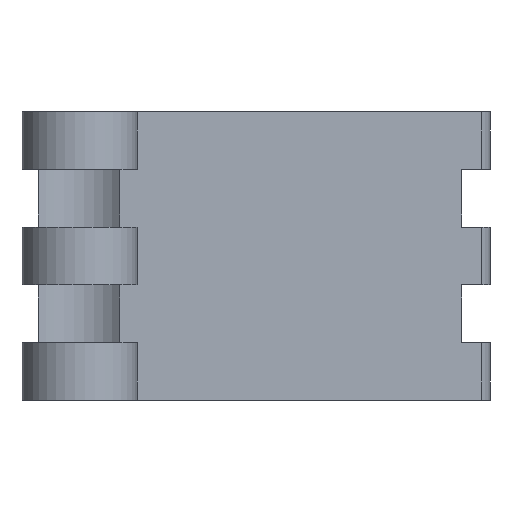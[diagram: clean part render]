
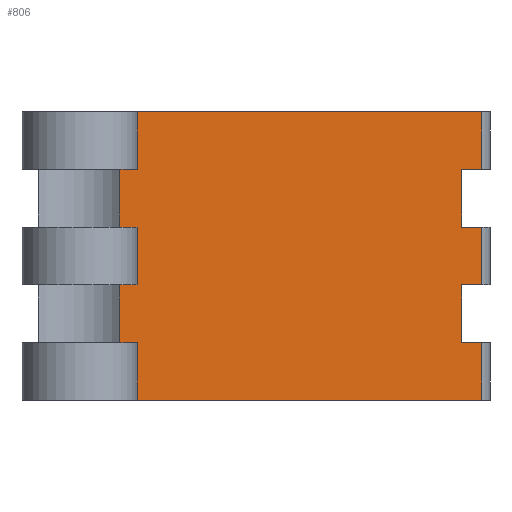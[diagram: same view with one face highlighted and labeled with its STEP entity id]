
A CAD part, front view. The second image highlights one B-rep face of the part: STEP entity #806.
In plain terms, the highlighted planar face has unit normal (0.717, -0.697, 0).
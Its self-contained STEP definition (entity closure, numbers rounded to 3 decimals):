
#36=PLANE('',#886);
#70=FACE_OUTER_BOUND('',#122,.T.);
#122=EDGE_LOOP('',(#597,#598,#599,#600,#601,#602,#603,#604,#605,#606,#607,
#608,#609,#610,#611,#612));
#164=LINE('',#1202,#245);
#165=LINE('',#1212,#246);
#170=LINE('',#1233,#251);
#174=LINE('',#1246,#255);
#177=LINE('',#1251,#258);
#182=LINE('',#1262,#263);
#186=LINE('',#1275,#267);
#189=LINE('',#1280,#270);
#191=LINE('',#1283,#272);
#192=LINE('',#1285,#273);
#193=LINE('',#1287,#274);
#194=LINE('',#1288,#275);
#195=LINE('',#1289,#276);
#196=LINE('',#1291,#277);
#197=LINE('',#1293,#278);
#198=LINE('',#1294,#279);
#245=VECTOR('',#953,10.);
#246=VECTOR('',#964,10.);
#251=VECTOR('',#985,10.);
#255=VECTOR('',#995,10.);
#258=VECTOR('',#1000,10.);
#263=VECTOR('',#1007,10.);
#267=VECTOR('',#1017,10.);
#270=VECTOR('',#1022,10.);
#272=VECTOR('',#1026,10.);
#273=VECTOR('',#1027,10.);
#274=VECTOR('',#1028,10.);
#275=VECTOR('',#1029,10.);
#276=VECTOR('',#1030,10.);
#277=VECTOR('',#1031,10.);
#278=VECTOR('',#1032,10.);
#279=VECTOR('',#1033,10.);
#360=VERTEX_POINT('',#1196);
#362=VERTEX_POINT('',#1200);
#364=VERTEX_POINT('',#1208);
#366=VERTEX_POINT('',#1211);
#373=VERTEX_POINT('',#1230);
#374=VERTEX_POINT('',#1232);
#379=VERTEX_POINT('',#1243);
#380=VERTEX_POINT('',#1245);
#385=VERTEX_POINT('',#1259);
#386=VERTEX_POINT('',#1261);
#391=VERTEX_POINT('',#1272);
#392=VERTEX_POINT('',#1274);
#394=VERTEX_POINT('',#1284);
#395=VERTEX_POINT('',#1286);
#396=VERTEX_POINT('',#1290);
#397=VERTEX_POINT('',#1292);
#436=EDGE_CURVE('',#360,#362,#164,.T.);
#440=EDGE_CURVE('',#366,#364,#165,.T.);
#450=EDGE_CURVE('',#374,#373,#170,.T.);
#456=EDGE_CURVE('',#380,#379,#174,.T.);
#459=EDGE_CURVE('',#373,#380,#177,.T.);
#464=EDGE_CURVE('',#386,#385,#182,.T.);
#470=EDGE_CURVE('',#392,#391,#186,.T.);
#473=EDGE_CURVE('',#385,#392,#189,.T.);
#475=EDGE_CURVE('',#379,#386,#191,.T.);
#476=EDGE_CURVE('',#391,#394,#192,.T.);
#477=EDGE_CURVE('',#395,#394,#193,.T.);
#478=EDGE_CURVE('',#360,#395,#194,.T.);
#479=EDGE_CURVE('',#366,#362,#195,.T.);
#480=EDGE_CURVE('',#396,#364,#196,.T.);
#481=EDGE_CURVE('',#397,#396,#197,.T.);
#482=EDGE_CURVE('',#397,#374,#198,.T.);
#597=ORIENTED_EDGE('',*,*,#450,.T.);
#598=ORIENTED_EDGE('',*,*,#459,.T.);
#599=ORIENTED_EDGE('',*,*,#456,.T.);
#600=ORIENTED_EDGE('',*,*,#475,.T.);
#601=ORIENTED_EDGE('',*,*,#464,.T.);
#602=ORIENTED_EDGE('',*,*,#473,.T.);
#603=ORIENTED_EDGE('',*,*,#470,.T.);
#604=ORIENTED_EDGE('',*,*,#476,.T.);
#605=ORIENTED_EDGE('',*,*,#477,.F.);
#606=ORIENTED_EDGE('',*,*,#478,.F.);
#607=ORIENTED_EDGE('',*,*,#436,.T.);
#608=ORIENTED_EDGE('',*,*,#479,.F.);
#609=ORIENTED_EDGE('',*,*,#440,.T.);
#610=ORIENTED_EDGE('',*,*,#480,.F.);
#611=ORIENTED_EDGE('',*,*,#481,.F.);
#612=ORIENTED_EDGE('',*,*,#482,.T.);
#806=ADVANCED_FACE('',(#70),#36,.T.);
#886=AXIS2_PLACEMENT_3D('',#1282,#1024,#1025);
#953=DIRECTION('',(0.,0.,-1.));
#964=DIRECTION('',(0.,0.,-1.));
#985=DIRECTION('',(-0.697,-0.717,0.));
#995=DIRECTION('',(0.697,0.717,0.));
#1000=DIRECTION('',(0.,0.,1.));
#1007=DIRECTION('',(-0.697,-0.717,0.));
#1017=DIRECTION('',(0.697,0.717,0.));
#1022=DIRECTION('',(0.,0.,1.));
#1024=DIRECTION('center_axis',(0.717,-0.697,0.));
#1025=DIRECTION('ref_axis',(0.697,0.717,0.));
#1026=DIRECTION('',(0.,0.,1.));
#1027=DIRECTION('',(0.,0.,1.));
#1028=DIRECTION('',(0.697,0.717,0.));
#1029=DIRECTION('',(0.,0.,1.));
#1030=DIRECTION('',(0.,0.,1.));
#1031=DIRECTION('',(0.,0.,1.));
#1032=DIRECTION('',(-0.697,-0.717,0.));
#1033=DIRECTION('',(0.,0.,1.));
#1196=CARTESIAN_POINT('',(-27.802,-35.736,20.));
#1200=CARTESIAN_POINT('',(-27.802,-35.736,15.));
#1202=CARTESIAN_POINT('',(-27.802,-35.736,10.));
#1208=CARTESIAN_POINT('',(-27.802,-35.736,5.));
#1211=CARTESIAN_POINT('',(-27.802,-35.736,10.));
#1212=CARTESIAN_POINT('',(-27.802,-35.736,5.));
#1230=CARTESIAN_POINT('',(1.84,-5.279,5.));
#1232=CARTESIAN_POINT('',(3.583,-3.487,5.));
#1233=CARTESIAN_POINT('',(-11.237,-18.716,5.));
#1243=CARTESIAN_POINT('',(3.583,-3.487,10.));
#1245=CARTESIAN_POINT('',(1.84,-5.279,10.));
#1246=CARTESIAN_POINT('',(-12.981,-20.507,10.));
#1251=CARTESIAN_POINT('',(1.84,-5.279,2.5));
#1259=CARTESIAN_POINT('',(1.84,-5.279,15.));
#1261=CARTESIAN_POINT('',(3.583,-3.487,15.));
#1262=CARTESIAN_POINT('',(-11.237,-18.716,15.));
#1272=CARTESIAN_POINT('',(3.583,-3.487,20.));
#1274=CARTESIAN_POINT('',(1.84,-5.279,20.));
#1275=CARTESIAN_POINT('',(-12.981,-20.507,20.));
#1280=CARTESIAN_POINT('',(1.84,-5.279,7.5));
#1282=CARTESIAN_POINT('Origin',(-27.802,-35.736,0.));
#1283=CARTESIAN_POINT('',(3.583,-3.487,0.));
#1284=CARTESIAN_POINT('',(3.583,-3.487,25.));
#1285=CARTESIAN_POINT('',(3.583,-3.487,0.));
#1286=CARTESIAN_POINT('',(-27.802,-35.736,25.));
#1287=CARTESIAN_POINT('',(3.583,-3.487,25.));
#1288=CARTESIAN_POINT('',(-27.802,-35.736,0.));
#1289=CARTESIAN_POINT('',(-27.802,-35.736,0.));
#1290=CARTESIAN_POINT('',(-27.802,-35.736,0.));
#1291=CARTESIAN_POINT('',(-27.802,-35.736,0.));
#1292=CARTESIAN_POINT('',(3.583,-3.487,0.));
#1293=CARTESIAN_POINT('',(3.583,-3.487,0.));
#1294=CARTESIAN_POINT('',(3.583,-3.487,0.));
